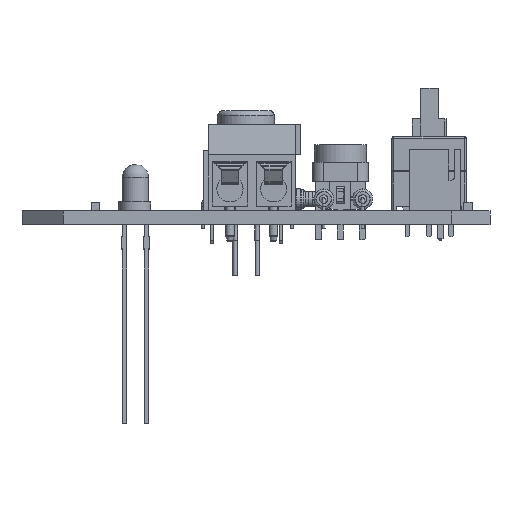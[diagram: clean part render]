
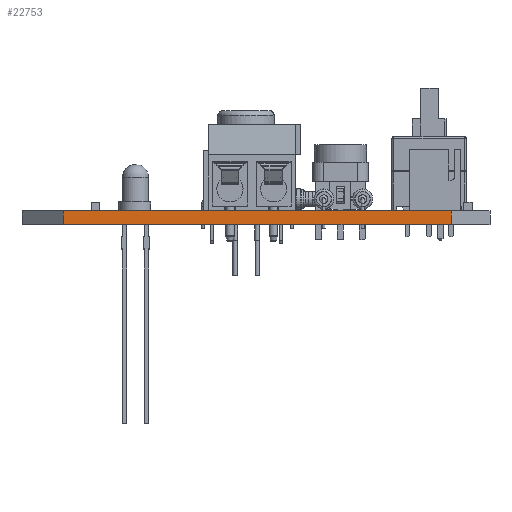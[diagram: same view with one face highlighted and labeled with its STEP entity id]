
A CAD part, left-side view. The second image highlights one B-rep face of the part: STEP entity #22753.
In plain terms, the highlighted planar face has unit normal (-1, 0, 0).
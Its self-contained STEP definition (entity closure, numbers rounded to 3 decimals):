
#779=PLANE('',#24477);
#1737=FACE_OUTER_BOUND('',#2974,.T.);
#2974=EDGE_LOOP('',(#15588,#15589,#15590,#15591));
#4538=LINE('',#33499,#6814);
#4539=LINE('',#33502,#6815);
#4540=LINE('',#33504,#6816);
#4541=LINE('',#33505,#6817);
#6814=VECTOR('',#27069,10.);
#6815=VECTOR('',#27072,10.);
#6816=VECTOR('',#27073,10.);
#6817=VECTOR('',#27074,10.);
#10038=VERTEX_POINT('',#33495);
#10039=VERTEX_POINT('',#33497);
#10040=VERTEX_POINT('',#33501);
#10041=VERTEX_POINT('',#33503);
#12272=EDGE_CURVE('',#10038,#10039,#4538,.T.);
#12273=EDGE_CURVE('',#10040,#10038,#4539,.T.);
#12274=EDGE_CURVE('',#10041,#10039,#4540,.T.);
#12275=EDGE_CURVE('',#10040,#10041,#4541,.T.);
#15588=ORIENTED_EDGE('',*,*,#12273,.T.);
#15589=ORIENTED_EDGE('',*,*,#12272,.T.);
#15590=ORIENTED_EDGE('',*,*,#12274,.F.);
#15591=ORIENTED_EDGE('',*,*,#12275,.F.);
#22753=ADVANCED_FACE('',(#1737),#779,.T.);
#24477=AXIS2_PLACEMENT_3D('',#33500,#27070,#27071);
#27069=DIRECTION('',(0.,0.,1.));
#27070=DIRECTION('center_axis',(-1.,0.,0.));
#27071=DIRECTION('ref_axis',(0.,-1.,0.));
#27072=DIRECTION('',(0.,-1.,0.));
#27073=DIRECTION('',(0.,-1.,0.));
#27074=DIRECTION('',(0.,0.,1.));
#33495=CARTESIAN_POINT('',(0.127,4.699,0.));
#33497=CARTESIAN_POINT('',(0.127,4.699,1.57));
#33499=CARTESIAN_POINT('',(0.127,4.699,0.));
#33500=CARTESIAN_POINT('Origin',(0.127,49.149,0.));
#33501=CARTESIAN_POINT('',(0.127,49.149,0.));
#33502=CARTESIAN_POINT('',(0.127,49.149,0.));
#33503=CARTESIAN_POINT('',(0.127,49.149,1.57));
#33504=CARTESIAN_POINT('',(0.127,49.149,1.57));
#33505=CARTESIAN_POINT('',(0.127,49.149,0.));
